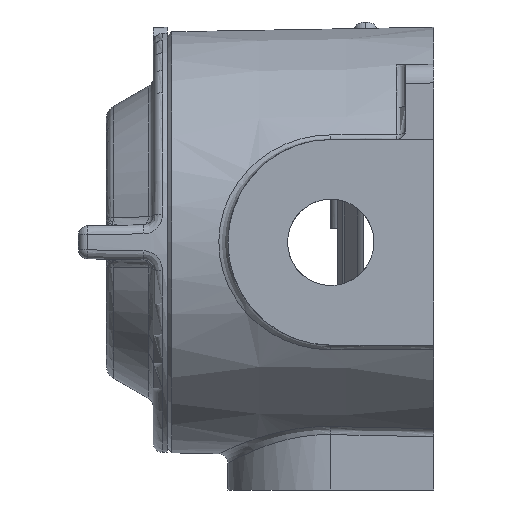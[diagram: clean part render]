
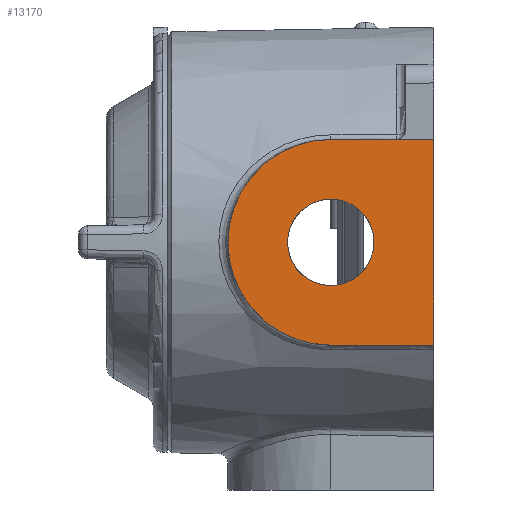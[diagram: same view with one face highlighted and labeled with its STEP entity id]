
A CAD part, left-side view. The second image highlights one B-rep face of the part: STEP entity #13170.
In plain terms, the highlighted planar face has unit normal (-1, 0, 0).
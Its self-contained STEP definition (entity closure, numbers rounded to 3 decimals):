
#194 = CARTESIAN_POINT ( 'NONE',  ( -53., 22., 0. ) ) ;
#239 = PLANE ( 'NONE',  #4954 ) ;
#254 = DIRECTION ( 'NONE',  ( 0., 0., 1. ) ) ;
#859 = VECTOR ( 'NONE', #11474, 1000. ) ;
#1303 = DIRECTION ( 'NONE',  ( -1., 0., 0. ) ) ;
#1394 = VECTOR ( 'NONE', #3939, 1000. ) ;
#1430 = CARTESIAN_POINT ( 'NONE',  ( -53., 22., 9.25 ) ) ;
#1489 = ORIENTED_EDGE ( 'NONE', *, *, #5676, .F. ) ;
#1567 = CARTESIAN_POINT ( 'NONE',  ( -53., 22., 22. ) ) ;
#1646 = VECTOR ( 'NONE', #9128, 1000. ) ;
#1798 = VERTEX_POINT ( 'NONE', #5199 ) ;
#2178 = DIRECTION ( 'NONE',  ( -1., 0., 0. ) ) ;
#2498 = CARTESIAN_POINT ( 'NONE',  ( -53., 22., 0. ) ) ;
#2601 = VERTEX_POINT ( 'NONE', #15044 ) ;
#3118 = VERTEX_POINT ( 'NONE', #6229 ) ;
#3279 = EDGE_CURVE ( 'NONE', #1798, #3118, #15616, .T. ) ;
#3939 = DIRECTION ( 'NONE',  ( 0., 0., -1. ) ) ;
#4162 = AXIS2_PLACEMENT_3D ( 'NONE', #2498, #17038, #254 ) ;
#4482 = ORIENTED_EDGE ( 'NONE', *, *, #3279, .F. ) ;
#4925 = VERTEX_POINT ( 'NONE', #1430 ) ;
#4954 = AXIS2_PLACEMENT_3D ( 'NONE', #5788, #2178, #11410 ) ;
#4983 = EDGE_CURVE ( 'NONE', #4925, #5567, #14740, .T. ) ;
#5199 = CARTESIAN_POINT ( 'NONE',  ( -53., 0., 22. ) ) ;
#5567 = VERTEX_POINT ( 'NONE', #8006 ) ;
#5676 = EDGE_CURVE ( 'NONE', #3118, #2601, #7572, .T. ) ;
#5788 = CARTESIAN_POINT ( 'NONE',  ( -53., 22., 0. ) ) ;
#5871 = CIRCLE ( 'NONE', #11591, 22. ) ;
#5879 = EDGE_CURVE ( 'NONE', #2601, #6624, #5871, .T. ) ;
#6229 = CARTESIAN_POINT ( 'NONE',  ( -53., 0., -22. ) ) ;
#6624 = VERTEX_POINT ( 'NONE', #1567 ) ;
#7572 = LINE ( 'NONE', #12723, #859 ) ;
#8006 = CARTESIAN_POINT ( 'NONE',  ( -53., 22., -9.25 ) ) ;
#8215 = DIRECTION ( 'NONE',  ( 1., 0., 0. ) ) ;
#8654 = ORIENTED_EDGE ( 'NONE', *, *, #4983, .F. ) ;
#8828 = AXIS2_PLACEMENT_3D ( 'NONE', #12260, #1303, #12308 ) ;
#8898 = EDGE_CURVE ( 'NONE', #5567, #4925, #15000, .T. ) ;
#9128 = DIRECTION ( 'NONE',  ( 0., -1., 0. ) ) ;
#9533 = EDGE_LOOP ( 'NONE', ( #14162, #16894, #1489, #4482 ) ) ;
#9564 = EDGE_CURVE ( 'NONE', #6624, #1798, #15855, .T. ) ;
#10465 = CARTESIAN_POINT ( 'NONE',  ( -53., 0., 22. ) ) ;
#11410 = DIRECTION ( 'NONE',  ( 0., 0., 1. ) ) ;
#11474 = DIRECTION ( 'NONE',  ( 0., 1., 0. ) ) ;
#11591 = AXIS2_PLACEMENT_3D ( 'NONE', #194, #8215, #16204 ) ;
#11610 = CARTESIAN_POINT ( 'NONE',  ( -53., 0., 22. ) ) ;
#12018 = FACE_OUTER_BOUND ( 'NONE', #9533, .T. ) ;
#12260 = CARTESIAN_POINT ( 'NONE',  ( -53., 22., 0. ) ) ;
#12308 = DIRECTION ( 'NONE',  ( 0., 0., 1. ) ) ;
#12723 = CARTESIAN_POINT ( 'NONE',  ( -53., 0., -22. ) ) ;
#12784 = ORIENTED_EDGE ( 'NONE', *, *, #8898, .F. ) ;
#13170 = ADVANCED_FACE ( 'NONE', ( #15573, #12018 ), #239, .T. ) ;
#14162 = ORIENTED_EDGE ( 'NONE', *, *, #9564, .F. ) ;
#14740 = CIRCLE ( 'NONE', #4162, 9.25 ) ;
#15000 = CIRCLE ( 'NONE', #8828, 9.25 ) ;
#15044 = CARTESIAN_POINT ( 'NONE',  ( -53., 22., -22. ) ) ;
#15573 = FACE_BOUND ( 'NONE', #16406, .T. ) ;
#15616 = LINE ( 'NONE', #11610, #1394 ) ;
#15855 = LINE ( 'NONE', #10465, #1646 ) ;
#16204 = DIRECTION ( 'NONE',  ( 0., 0., 1. ) ) ;
#16406 = EDGE_LOOP ( 'NONE', ( #8654, #12784 ) ) ;
#16894 = ORIENTED_EDGE ( 'NONE', *, *, #5879, .F. ) ;
#17038 = DIRECTION ( 'NONE',  ( -1., 0., 0. ) ) ;
